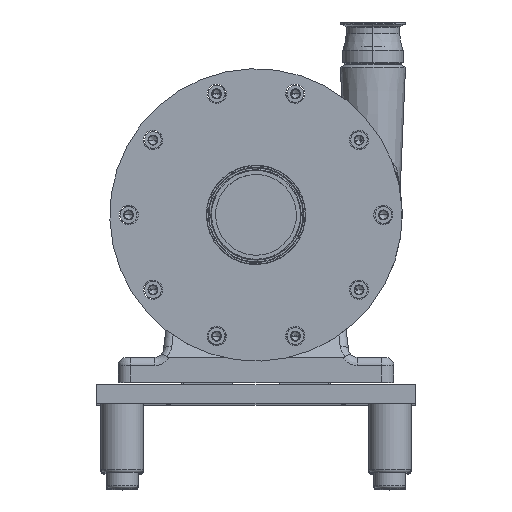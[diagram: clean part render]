
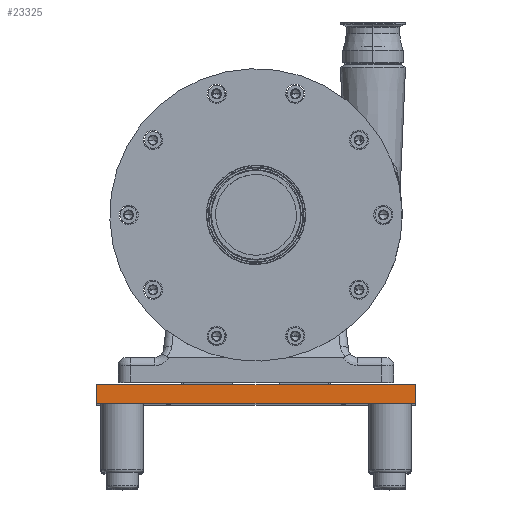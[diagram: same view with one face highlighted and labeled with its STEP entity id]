
A CAD part, top view. The second image highlights one B-rep face of the part: STEP entity #23325.
In plain terms, the highlighted planar face has unit normal (0, 0, 1).
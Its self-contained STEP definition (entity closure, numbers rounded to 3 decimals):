
#26 = ORIENTED_EDGE ( 'NONE', *, *, #18200, .T. ) ;
#1240 = CARTESIAN_POINT ( 'NONE',  ( 190.5, 22.225, 571.5 ) ) ;
#1528 = VECTOR ( 'NONE', #32893, 1000. ) ;
#1838 = FACE_OUTER_BOUND ( 'NONE', #3545, .T. ) ;
#3379 = LINE ( 'NONE', #5870, #9453 ) ;
#3545 = EDGE_LOOP ( 'NONE', ( #23598, #9849, #34753, #26 ) ) ;
#3617 = CARTESIAN_POINT ( 'NONE',  ( 190.5, 0., 571.5 ) ) ;
#4961 = CARTESIAN_POINT ( 'NONE',  ( -190.5, 22.225, 571.5 ) ) ;
#5870 = CARTESIAN_POINT ( 'NONE',  ( 190.5, 0., 571.5 ) ) ;
#6077 = VERTEX_POINT ( 'NONE', #18709 ) ;
#7574 = CARTESIAN_POINT ( 'NONE',  ( -190.5, 0., 571.5 ) ) ;
#9279 = DIRECTION ( 'NONE',  ( 0., -1., 0. ) ) ;
#9453 = VECTOR ( 'NONE', #16011, 1000. ) ;
#9849 = ORIENTED_EDGE ( 'NONE', *, *, #29171, .F. ) ;
#16011 = DIRECTION ( 'NONE',  ( 1., 0., 0. ) ) ;
#16969 = DIRECTION ( 'NONE',  ( 1., 0., 0. ) ) ;
#17068 = EDGE_CURVE ( 'NONE', #6077, #26128, #36037, .T. ) ;
#17358 = VERTEX_POINT ( 'NONE', #7574 ) ;
#18200 = EDGE_CURVE ( 'NONE', #6077, #17358, #30422, .T. ) ;
#18709 = CARTESIAN_POINT ( 'NONE',  ( -190.5, 22.225, 571.5 ) ) ;
#20099 = VECTOR ( 'NONE', #16969, 1000. ) ;
#20901 = DIRECTION ( 'NONE',  ( -1., 0., 0. ) ) ;
#23325 = ADVANCED_FACE ( 'NONE', ( #1838 ), #27316, .F. ) ;
#23598 = ORIENTED_EDGE ( 'NONE', *, *, #29780, .T. ) ;
#26128 = VERTEX_POINT ( 'NONE', #39945 ) ;
#27316 = PLANE ( 'NONE',  #38587 ) ;
#29171 = EDGE_CURVE ( 'NONE', #26128, #31038, #37870, .T. ) ;
#29780 = EDGE_CURVE ( 'NONE', #17358, #31038, #3379, .T. ) ;
#30422 = LINE ( 'NONE', #4961, #1528 ) ;
#31038 = VERTEX_POINT ( 'NONE', #3617 ) ;
#31241 = VECTOR ( 'NONE', #9279, 1000. ) ;
#32893 = DIRECTION ( 'NONE',  ( 0., -1., 0. ) ) ;
#33083 = CARTESIAN_POINT ( 'NONE',  ( 190.5, 22.225, 571.5 ) ) ;
#34753 = ORIENTED_EDGE ( 'NONE', *, *, #17068, .F. ) ;
#36037 = LINE ( 'NONE', #1240, #20099 ) ;
#36411 = DIRECTION ( 'NONE',  ( 0., 0., -1. ) ) ;
#37659 = CARTESIAN_POINT ( 'NONE',  ( 190.5, 22.225, 571.5 ) ) ;
#37870 = LINE ( 'NONE', #37659, #31241 ) ;
#38587 = AXIS2_PLACEMENT_3D ( 'NONE', #33083, #36411, #20901 ) ;
#39945 = CARTESIAN_POINT ( 'NONE',  ( 190.5, 22.225, 571.5 ) ) ;
